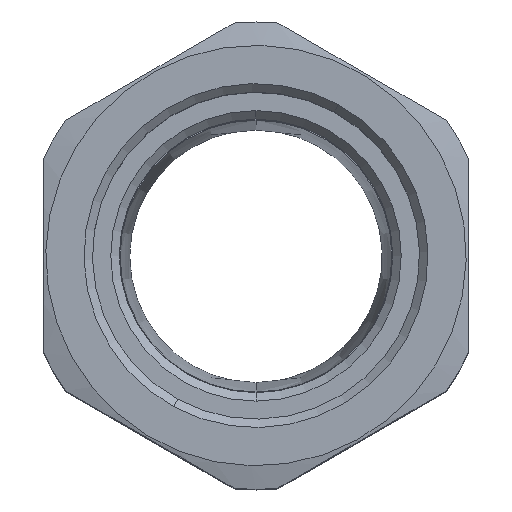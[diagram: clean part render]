
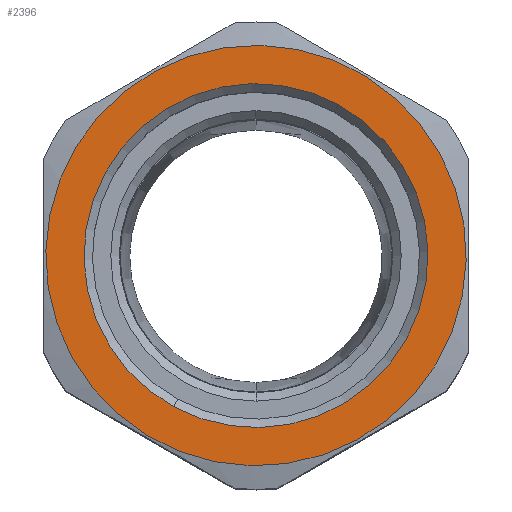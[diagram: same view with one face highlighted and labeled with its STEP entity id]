
A CAD part, top view. The second image highlights one B-rep face of the part: STEP entity #2396.
In plain terms, the highlighted planar face has unit normal (0, 0, 1).
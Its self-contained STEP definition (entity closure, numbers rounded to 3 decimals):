
#2012=AXIS2_PLACEMENT_3D('Circle Axis2P3D',#2010,#2011,$) ;
#2261=AXIS2_PLACEMENT_3D('Circle Axis2P3D',#2259,#2260,$) ;
#2372=AXIS2_PLACEMENT_3D('Plane Axis2P3D',#2369,#2370,#2371) ;
#2380=AXIS2_PLACEMENT_3D('Circle Axis2P3D',#2378,#2379,$) ;
#2389=AXIS2_PLACEMENT_3D('Circle Axis2P3D',#2387,#2388,$) ;
#2007=CARTESIAN_POINT('Vertex',(37.877,48.636,72.75)) ;
#2010=CARTESIAN_POINT('Axis2P3D Location',(25.,27.5,72.75)) ;
#2014=CARTESIAN_POINT('Vertex',(12.123,6.364,72.75)) ;
#2259=CARTESIAN_POINT('Axis2P3D Location',(25.,27.5,72.75)) ;
#2369=CARTESIAN_POINT('Axis2P3D Location',(25.,27.5,72.75)) ;
#2378=CARTESIAN_POINT('Axis2P3D Location',(25.,27.5,72.75)) ;
#2382=CARTESIAN_POINT('Vertex',(15.292,9.729,72.75)) ;
#2384=CARTESIAN_POINT('Vertex',(34.708,45.271,72.75)) ;
#2387=CARTESIAN_POINT('Axis2P3D Location',(25.,27.5,72.75)) ;
#2011=DIRECTION('Axis2P3D Direction',(0.,0.,-1.)) ;
#2260=DIRECTION('Axis2P3D Direction',(0.,0.,-1.)) ;
#2370=DIRECTION('Axis2P3D Direction',(0.,0.,-1.)) ;
#2371=DIRECTION('Axis2P3D XDirection',(0.,1.,0.)) ;
#2379=DIRECTION('Axis2P3D Direction',(0.,0.,-1.)) ;
#2388=DIRECTION('Axis2P3D Direction',(0.,0.,-1.)) ;
#2375=ORIENTED_EDGE('',*,*,#2263,.T.) ;
#2376=ORIENTED_EDGE('',*,*,#2016,.T.) ;
#2393=ORIENTED_EDGE('',*,*,#2386,.T.) ;
#2394=ORIENTED_EDGE('',*,*,#2391,.T.) ;
#2395=FACE_BOUND('',#2392,.T.) ;
#2396=ADVANCED_FACE('Part1.1\\Koerper.2',(#2377,#2395),#2373,.F.) ;
#2013=CIRCLE('generated circle',#2012,24.75) ;
#2262=CIRCLE('generated circle',#2261,24.75) ;
#2381=CIRCLE('generated circle',#2380,20.25) ;
#2390=CIRCLE('generated circle',#2389,20.25) ;
#2016=EDGE_CURVE('',#2015,#2008,#2013,.F.) ;
#2263=EDGE_CURVE('',#2008,#2015,#2262,.F.) ;
#2386=EDGE_CURVE('',#2383,#2385,#2381,.T.) ;
#2391=EDGE_CURVE('',#2385,#2383,#2390,.T.) ;
#2374=EDGE_LOOP('',(#2375,#2376)) ;
#2392=EDGE_LOOP('',(#2393,#2394)) ;
#2377=FACE_OUTER_BOUND('',#2374,.T.) ;
#2373=PLANE('',#2372) ;
#2008=VERTEX_POINT('',#2007) ;
#2015=VERTEX_POINT('',#2014) ;
#2383=VERTEX_POINT('',#2382) ;
#2385=VERTEX_POINT('',#2384) ;
